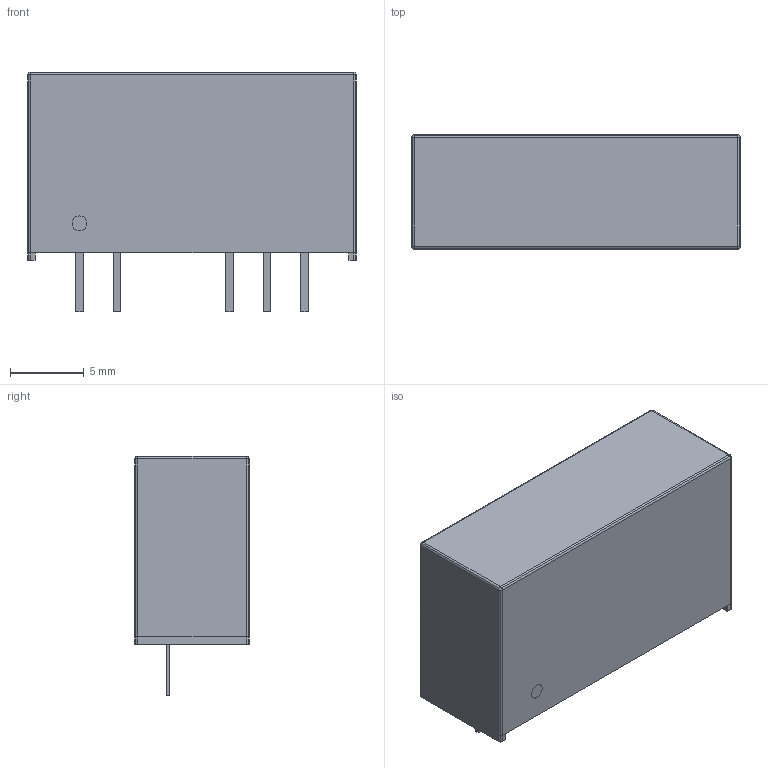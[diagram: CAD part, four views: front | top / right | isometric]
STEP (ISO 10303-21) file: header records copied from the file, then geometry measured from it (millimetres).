
FILE_DESCRIPTION((''),'2;1');
FILE_NAME('DCDC_TRACO_TMV-DEN.stp','2009-12-09T09:26:18',(''),(''),'Mechanical Desktop 2006','Mechanical Desktop 2006',', , ');
FILE_SCHEMA(('AUTOMOTIVE_DESIGN { 1 2 10303 214 0 1 1 1 }'));
Length unit declared in the file: millimetre
Products named in the file (1): Product
Bounding box: 22.25 x 7.75 x 16.25 mm (x, y, z)
Volume: 2117.8 mm3; surface area: 1135.7 mm2
Topology: 9 solids, 9 shells, 83 faces, 184 edges, 116 vertices
Faces by surface type: plane 51, cylinder 28, sphere 4
Entity records: 2305 total; most frequent: DIRECTION 404, CARTESIAN_POINT 380, ORIENTED_EDGE 360, EDGE_CURVE 180, AXIS2_PLACEMENT_3D 140, VECTOR 124, LINE 124, VERTEX_POINT 116
